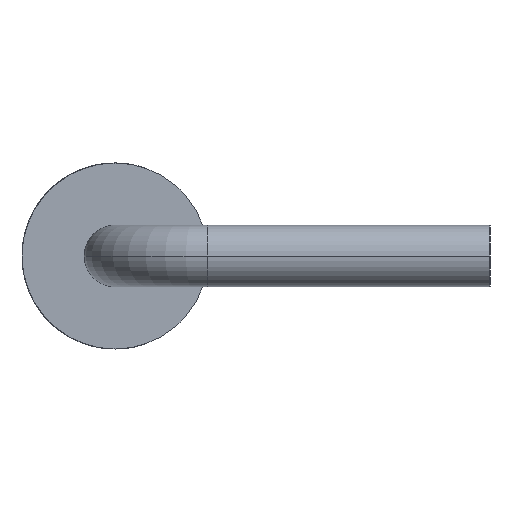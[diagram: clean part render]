
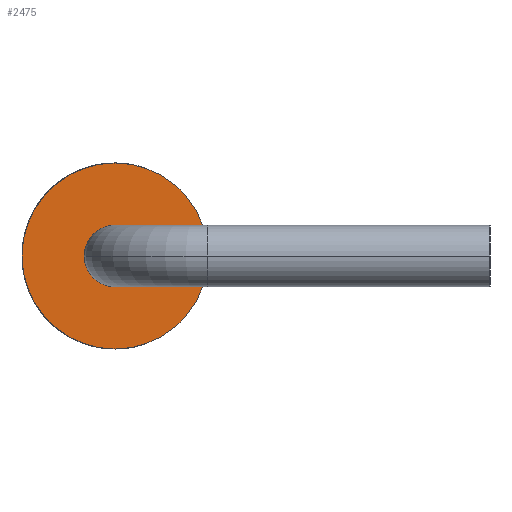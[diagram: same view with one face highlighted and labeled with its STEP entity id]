
A CAD part, left-side view. The second image highlights one B-rep face of the part: STEP entity #2475.
In plain terms, the highlighted planar face has unit normal (-1, 0, 0).
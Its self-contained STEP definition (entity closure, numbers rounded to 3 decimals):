
#152 = CARTESIAN_POINT ( 'NONE',  ( 1.493, 1.794, 0. ) ) ;
#313 = AXIS2_PLACEMENT_3D ( 'NONE', #417, #1496, #2716 ) ;
#336 = EDGE_CURVE ( 'NONE', #3280, #1207, #1642, .T. ) ;
#337 = DIRECTION ( 'NONE',  ( 1., 0., 0. ) ) ;
#374 = CIRCLE ( 'NONE', #4747, 0.394 ) ;
#417 = CARTESIAN_POINT ( 'NONE',  ( 1.493, 2.188, 0. ) ) ;
#646 = AXIS2_PLACEMENT_3D ( 'NONE', #3696, #337, #2961 ) ;
#984 = EDGE_CURVE ( 'NONE', #1207, #3280, #374, .T. ) ;
#1034 = ORIENTED_EDGE ( 'NONE', *, *, #336, .F. ) ;
#1066 = CARTESIAN_POINT ( 'NONE',  ( 1.493, 2.187, 0. ) ) ;
#1107 = CARTESIAN_POINT ( 'NONE',  ( 1.493, 2.188, 0. ) ) ;
#1207 = VERTEX_POINT ( 'NONE', #152 ) ;
#1215 = VERTEX_POINT ( 'NONE', #2788 ) ;
#1218 = DIRECTION ( 'NONE',  ( -1., 0., 0. ) ) ;
#1423 = AXIS2_PLACEMENT_3D ( 'NONE', #1107, #3027, #2599 ) ;
#1442 = FACE_BOUND ( 'NONE', #1965, .T. ) ;
#1496 = DIRECTION ( 'NONE',  ( 1., 0., 0. ) ) ;
#1591 = EDGE_CURVE ( 'NONE', #4036, #1215, #3833, .T. ) ;
#1642 = CIRCLE ( 'NONE', #2102, 0.394 ) ;
#1835 = DIRECTION ( 'NONE',  ( -1., 0., 0. ) ) ;
#1891 = CIRCLE ( 'NONE', #1423, 1.188 ) ;
#1895 = ORIENTED_EDGE ( 'NONE', *, *, #984, .F. ) ;
#1965 = EDGE_LOOP ( 'NONE', ( #1895, #1034 ) ) ;
#2025 = CARTESIAN_POINT ( 'NONE',  ( 1.493, 2.581, 0. ) ) ;
#2102 = AXIS2_PLACEMENT_3D ( 'NONE', #1066, #1835, #2134 ) ;
#2134 = DIRECTION ( 'NONE',  ( 0., 0., -1. ) ) ;
#2475 = ADVANCED_FACE ( 'NONE', ( #1442, #4442 ), #2894, .F. ) ;
#2599 = DIRECTION ( 'NONE',  ( 0., 0., -1. ) ) ;
#2705 = DIRECTION ( 'NONE',  ( 0., 0., -1. ) ) ;
#2716 = DIRECTION ( 'NONE',  ( 0., 0., -1. ) ) ;
#2788 = CARTESIAN_POINT ( 'NONE',  ( 1.493, 2.188, -1.188 ) ) ;
#2894 = PLANE ( 'NONE',  #646 ) ;
#2924 = EDGE_CURVE ( 'NONE', #1215, #4036, #1891, .T. ) ;
#2961 = DIRECTION ( 'NONE',  ( 0., 0., -1. ) ) ;
#3027 = DIRECTION ( 'NONE',  ( 1., 0., 0. ) ) ;
#3167 = EDGE_LOOP ( 'NONE', ( #3377, #4431 ) ) ;
#3280 = VERTEX_POINT ( 'NONE', #2025 ) ;
#3377 = ORIENTED_EDGE ( 'NONE', *, *, #1591, .F. ) ;
#3696 = CARTESIAN_POINT ( 'NONE',  ( 1.493, 2.188, 0. ) ) ;
#3775 = CARTESIAN_POINT ( 'NONE',  ( 1.493, 2.188, 1.187 ) ) ;
#3833 = CIRCLE ( 'NONE', #313, 1.188 ) ;
#4036 = VERTEX_POINT ( 'NONE', #3775 ) ;
#4431 = ORIENTED_EDGE ( 'NONE', *, *, #2924, .F. ) ;
#4442 = FACE_OUTER_BOUND ( 'NONE', #3167, .T. ) ;
#4559 = CARTESIAN_POINT ( 'NONE',  ( 1.493, 2.187, 0. ) ) ;
#4747 = AXIS2_PLACEMENT_3D ( 'NONE', #4559, #1218, #2705 ) ;
